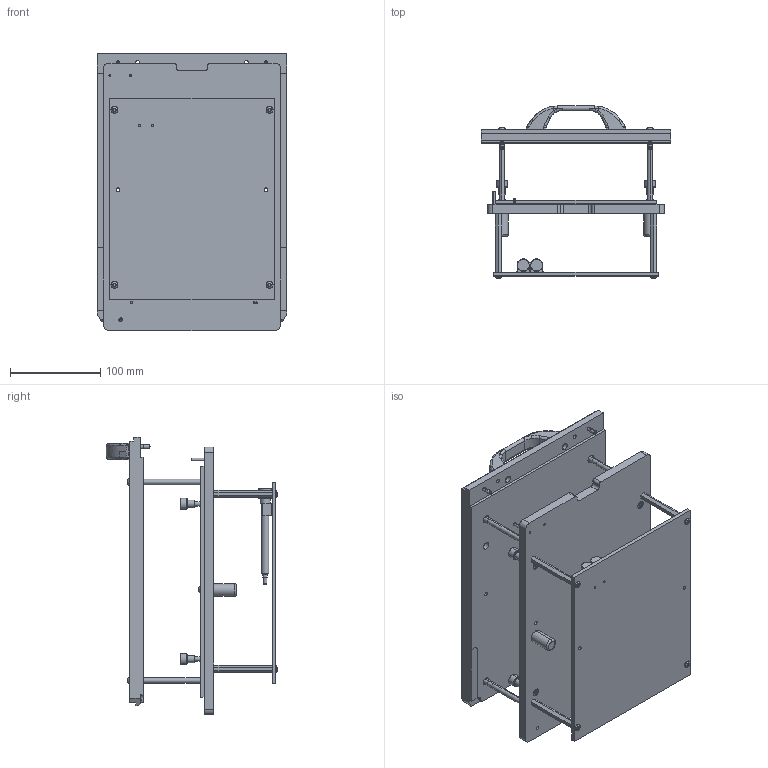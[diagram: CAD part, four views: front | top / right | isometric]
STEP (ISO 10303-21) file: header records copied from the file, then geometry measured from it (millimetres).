
FILE_DESCRIPTION (( 'STEP AP203' ), '1' );
FILE_NAME ('INGUN_45900-KIT.STEP', '2023-07-27T09:14:32', ( '' ), ( '' ), 'SwSTEP 2.0', 'SolidWorks 2021', '' );
FILE_SCHEMA (( 'CONFIG_CONTROL_DESIGN' ));
Length unit declared in the file: millimetre
Products named in the file (32): 32457~0_S; 113165~0_S; DIN912~n_M03,0x012; Gewindebuchse~n_M04-09,5 offen; 45884~3_S; ISO7380~n_M04,0x012; 3699~0; 41369~1_S; 45716~1_flexibel <S>; 45885~2; 46008~4_S; DIN7991~n_M03,0x006; ISO7380~n_M04,0x020; 43627~0_Hub 22,5mm<Standard>; 2393~0_S; 41367~6_S; 45899~2_ICT Stellung (kontaktiert) <S>; DIN6325~n_03,0m6x016; INGUN_45900-KIT; 46869~0_S; ISO7380~n_M03,0x006; 112840~1_S; Gewindebuchse~n_M05-03,9 offen; 46008~4; DIN125~n_03,2 M03,0; 2196~6; 45888~2_S; SKB-II~skii_M4,0x65 St; DIN6325~n_03,0m6x024; DIN7979~n_04,0m6x020M3; 2229~6
Assembly tree (68 placements, depth 4):
  INGUN_45900-KIT
    45899~2_ICT Stellung (kontaktiert) <S>
      46008~4_S
        46008~4
        Gewindebuchse~n_M04-09,5 offen  x4
      45884~3_S
        45884~3_S
        Gewindebuchse~n_M05-03,9 offen  x2
      45885~2
      43627~0_Hub 22,5mm<Standard>  x4
      2196~6  x2
      2229~6  x2
      46869~0_S  x4
      113165~0_S
        3699~0
      SKB-II~skii_M4,0x65 St  x4
      41367~6_S  x2
      ISO7380~n_M04,0x012  x10
      DIN6325~n_03,0m6x016
      DIN6325~n_03,0m6x024
      DIN7991~n_M03,0x006  x2
    45888~2_S
      45716~1_flexibel <S>
        32457~0_S
        DIN7979~n_04,0m6x020M3  x2
        ISO7380~n_M03,0x006  x2
        41369~1_S  x4
        ISO7380~n_M04,0x020  x4
        DIN912~n_M03,0x012  x2
        2393~0_S  x2
        DIN125~n_03,2 M03,0  x2
      112840~1_S
Bounding box: 210 x 190.2 x 307 mm (x, y, z)
Volume: 1889251.5 mm3; surface area: 501944.9 mm2
Topology: 62 solids, 62 shells, 2287 faces, 5335 edges, 3434 vertices
Faces by surface type: plane 1076, cylinder 819, cone 240, torus 88, bspline 52, sphere 12
Entity records: 41108 total; most frequent: CARTESIAN_POINT 12710, DIRECTION 5293, ORIENTED_EDGE 4706, EDGE_CURVE 2353, AXIS2_PLACEMENT_3D 2079, VERTEX_POINT 1525, EDGE_LOOP 1246, VECTOR 1135
